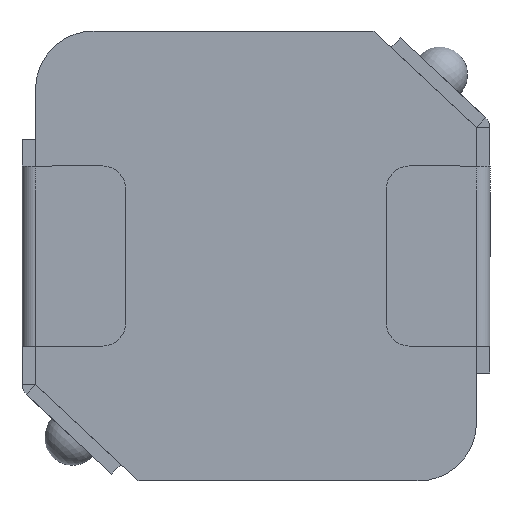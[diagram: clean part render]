
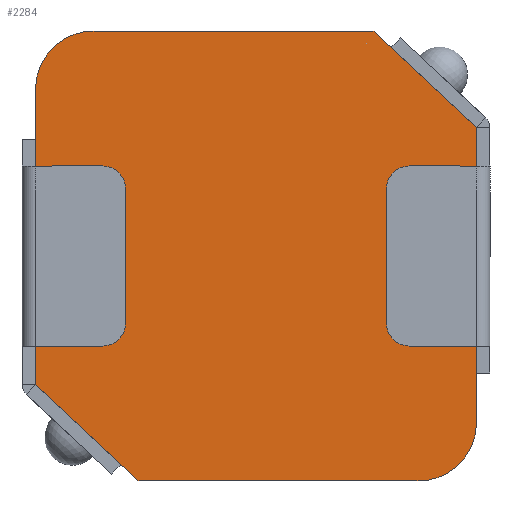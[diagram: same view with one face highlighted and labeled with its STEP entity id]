
A CAD part, front view. The second image highlights one B-rep face of the part: STEP entity #2284.
In plain terms, the highlighted planar face has unit normal (0, -1, 0).
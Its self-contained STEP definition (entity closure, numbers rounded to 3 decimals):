
#2 = VERTEX_POINT ( 'NONE', #593 ) ;
#20 = VERTEX_POINT ( 'NONE', #1630 ) ;
#30 = CIRCLE ( 'NONE', #1078, 0.65 ) ;
#65 = DIRECTION ( 'NONE',  ( 0., 0., 1. ) ) ;
#94 = CARTESIAN_POINT ( 'NONE',  ( 2.45, 0.15, 1.428 ) ) ;
#119 = DIRECTION ( 'NONE',  ( 0., 0., 1. ) ) ;
#130 = EDGE_CURVE ( 'NONE', #747, #1445, #442, .T. ) ;
#315 = VECTOR ( 'NONE', #2733, 1000. ) ;
#318 = CARTESIAN_POINT ( 'NONE',  ( 2.45, 0.15, -1.85 ) ) ;
#348 = CARTESIAN_POINT ( 'NONE',  ( 1.8, 0.15, -1.85 ) ) ;
#354 = DIRECTION ( 'NONE',  ( -1., 0., 0. ) ) ;
#355 = CARTESIAN_POINT ( 'NONE',  ( 1.3, 0.15, 2.5 ) ) ;
#386 = ORIENTED_EDGE ( 'NONE', *, *, #3137, .T. ) ;
#442 = LINE ( 'NONE', #1397, #2479 ) ;
#572 = DIRECTION ( 'NONE',  ( 0., 1., 0. ) ) ;
#583 = CARTESIAN_POINT ( 'NONE',  ( 0., 0.15, 0. ) ) ;
#593 = CARTESIAN_POINT ( 'NONE',  ( -1.3, 0.15, -2.5 ) ) ;
#610 = AXIS2_PLACEMENT_3D ( 'NONE', #1233, #1768, #1511 ) ;
#631 = ORIENTED_EDGE ( 'NONE', *, *, #3290, .T. ) ;
#636 = ORIENTED_EDGE ( 'NONE', *, *, #3200, .T. ) ;
#690 = EDGE_CURVE ( 'NONE', #2949, #20, #2930, .T. ) ;
#737 = ORIENTED_EDGE ( 'NONE', *, *, #1136, .T. ) ;
#747 = VERTEX_POINT ( 'NONE', #2449 ) ;
#821 = CARTESIAN_POINT ( 'NONE',  ( 1.8, 0.15, -2.5 ) ) ;
#844 = VECTOR ( 'NONE', #3201, 1000. ) ;
#915 = EDGE_LOOP ( 'NONE', ( #737, #1357, #2410, #386, #1991, #631, #636, #2985 ) ) ;
#1056 = DIRECTION ( 'NONE',  ( 1., 0., 0. ) ) ;
#1078 = AXIS2_PLACEMENT_3D ( 'NONE', #348, #3247, #1637 ) ;
#1118 = CARTESIAN_POINT ( 'NONE',  ( 2.45, 0.15, 1.428 ) ) ;
#1121 = CARTESIAN_POINT ( 'NONE',  ( -1.3, 0.15, -2.5 ) ) ;
#1136 = EDGE_CURVE ( 'NONE', #1445, #2949, #2138, .T. ) ;
#1156 = FACE_OUTER_BOUND ( 'NONE', #915, .T. ) ;
#1199 = LINE ( 'NONE', #821, #2213 ) ;
#1233 = CARTESIAN_POINT ( 'NONE',  ( -1.8, 0.15, 1.85 ) ) ;
#1357 = ORIENTED_EDGE ( 'NONE', *, *, #690, .T. ) ;
#1397 = CARTESIAN_POINT ( 'NONE',  ( -1.8, 0.15, 2.5 ) ) ;
#1445 = VERTEX_POINT ( 'NONE', #3316 ) ;
#1483 = EDGE_CURVE ( 'NONE', #20, #2, #2005, .T. ) ;
#1511 = DIRECTION ( 'NONE',  ( 0., 0., 1. ) ) ;
#1619 = PLANE ( 'NONE',  #2857 ) ;
#1630 = CARTESIAN_POINT ( 'NONE',  ( -2.45, 0.15, -1.428 ) ) ;
#1637 = DIRECTION ( 'NONE',  ( 0., 0., 1. ) ) ;
#1661 = VECTOR ( 'NONE', #119, 1000. ) ;
#1768 = DIRECTION ( 'NONE',  ( 0., -1., 0. ) ) ;
#1991 = ORIENTED_EDGE ( 'NONE', *, *, #2576, .T. ) ;
#1993 = LINE ( 'NONE', #355, #3410 ) ;
#2005 = LINE ( 'NONE', #1121, #315 ) ;
#2138 = CIRCLE ( 'NONE', #610, 0.65 ) ;
#2213 = VECTOR ( 'NONE', #1056, 1000. ) ;
#2284 = ADVANCED_FACE ( 'NONE', ( #1156 ), #1619, .F. ) ;
#2348 = CARTESIAN_POINT ( 'NONE',  ( -2.45, 0.15, -1.428 ) ) ;
#2410 = ORIENTED_EDGE ( 'NONE', *, *, #1483, .T. ) ;
#2449 = CARTESIAN_POINT ( 'NONE',  ( 1.3, 0.15, 2.5 ) ) ;
#2479 = VECTOR ( 'NONE', #354, 1000. ) ;
#2541 = CARTESIAN_POINT ( 'NONE',  ( 1.8, 0.15, -2.5 ) ) ;
#2543 = VERTEX_POINT ( 'NONE', #94 ) ;
#2563 = VERTEX_POINT ( 'NONE', #318 ) ;
#2576 = EDGE_CURVE ( 'NONE', #2923, #2563, #30, .T. ) ;
#2733 = DIRECTION ( 'NONE',  ( 0.731, 0., -0.682 ) ) ;
#2857 = AXIS2_PLACEMENT_3D ( 'NONE', #583, #572, #65 ) ;
#2923 = VERTEX_POINT ( 'NONE', #2541 ) ;
#2930 = LINE ( 'NONE', #2348, #844 ) ;
#2949 = VERTEX_POINT ( 'NONE', #3127 ) ;
#2985 = ORIENTED_EDGE ( 'NONE', *, *, #130, .T. ) ;
#3127 = CARTESIAN_POINT ( 'NONE',  ( -2.45, 0.15, 1.85 ) ) ;
#3137 = EDGE_CURVE ( 'NONE', #2, #2923, #1199, .T. ) ;
#3161 = LINE ( 'NONE', #1118, #1661 ) ;
#3200 = EDGE_CURVE ( 'NONE', #2543, #747, #1993, .T. ) ;
#3201 = DIRECTION ( 'NONE',  ( 0., 0., -1. ) ) ;
#3247 = DIRECTION ( 'NONE',  ( 0., -1., 0. ) ) ;
#3290 = EDGE_CURVE ( 'NONE', #2563, #2543, #3161, .T. ) ;
#3291 = DIRECTION ( 'NONE',  ( -0.731, 0., 0.682 ) ) ;
#3316 = CARTESIAN_POINT ( 'NONE',  ( -1.8, 0.15, 2.5 ) ) ;
#3410 = VECTOR ( 'NONE', #3291, 1000. ) ;
